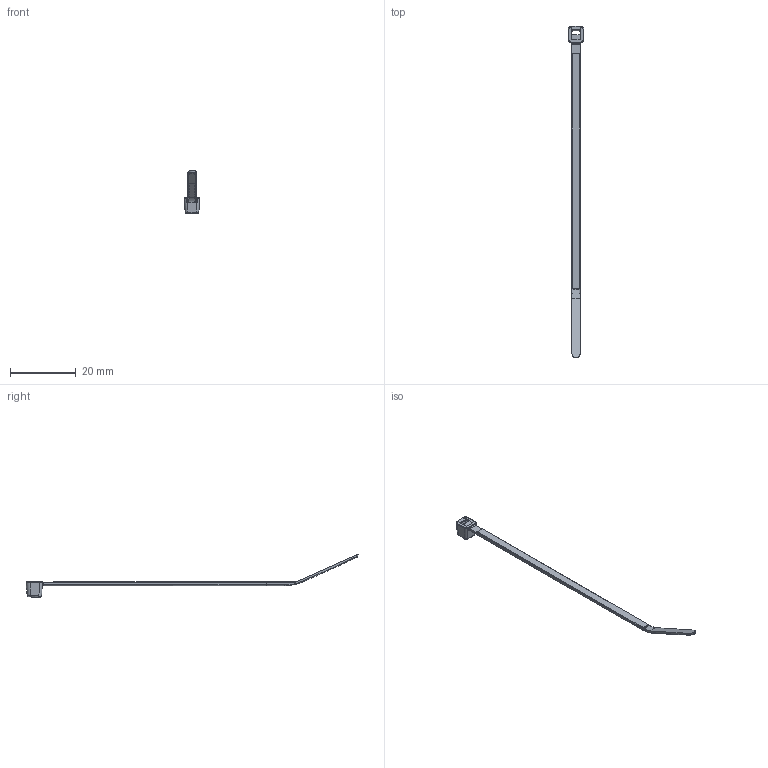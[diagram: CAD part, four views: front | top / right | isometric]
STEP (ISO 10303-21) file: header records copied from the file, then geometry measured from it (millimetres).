
FILE_DESCRIPTION(/* description */ (''),/* implementation_level */ '2;1');
FILE_NAME(/* name */ 'PANDUIT_PLT1M_76.stp',/* time_stamp */ '2015-02-20T15:44:53-06:00',/* author */ (''),/* organization */ (''),/* preprocessor_version */ 'ST-DEVELOPER v11',/* originating_system */ 'SIEMENS PLM Software NX 7.5',/* authorisation */ '');
FILE_SCHEMA (('CONFIG_CONTROL_DESIGN'));
Length unit declared in the file: inch
Products named in the file (1): bwgF3EC35xz
Bounding box: 4.83 x 100.94 x 13.18 mm (x, y, z)
Volume: 319.6 mm3; surface area: 789.4 mm2
Topology: 1 solids, 1 shells, 198 faces, 526 edges, 327 vertices
Faces by surface type: plane 114, cylinder 44, bspline 38, torus 2
Entity records: 6832 total; most frequent: CARTESIAN_POINT 2069, ORIENTED_EDGE 1050, DIRECTION 901, EDGE_CURVE 525, VERTEX_POINT 329, AXIS2_PLACEMENT_3D 306, LINE 289, VECTOR 289
